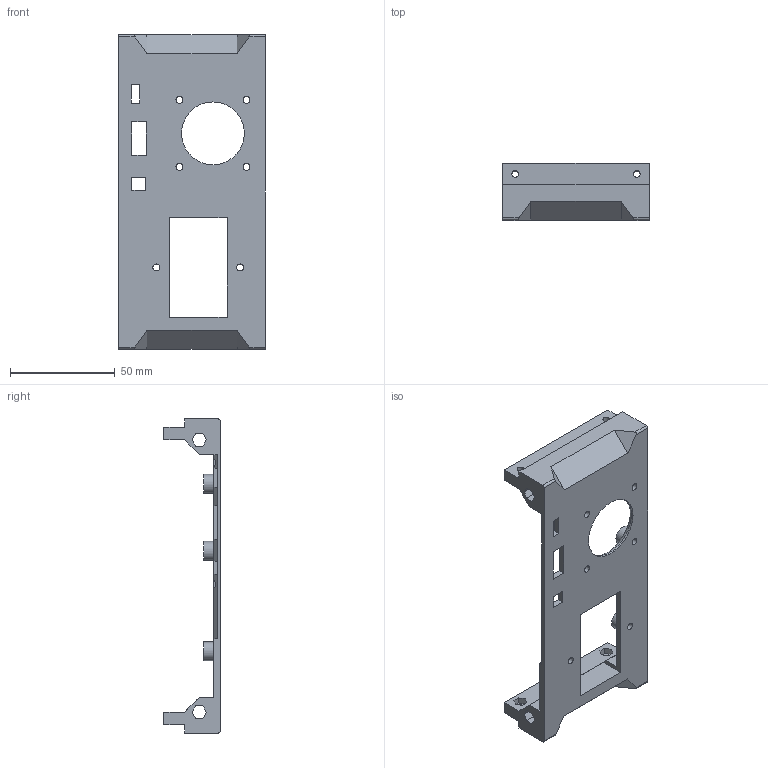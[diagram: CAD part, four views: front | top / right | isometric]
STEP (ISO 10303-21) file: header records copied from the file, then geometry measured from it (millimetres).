
FILE_DESCRIPTION(/* description */ ('STEP AP242','CAx-IF Rec.Pracs.---Representation and Presentation of Product Manufacturing Information (PMI)---4.0---2014-10-13','CAx-IF Rec.Pracs.---3D Tessellated Geometry---0.4---2014-09-14','2;1'),/* implementation_level */ '2;1');
FILE_NAME(/* name */ '61c8e562212d637db2025870',/* time_stamp */ '2021-12-26T21:57:55+00:00',/* author */ (''),/* organization */ (''),/* preprocessor_version */ 'ST-DEVELOPER v18.101',/* originating_system */ ' ',/* authorisation */ ' ');
FILE_SCHEMA (('AP242_MANAGED_MODEL_BASED_3D_ENGINEERING_MIM_LF { 1 0 10303 442 1 1 4 }'));
Length unit declared in the file: metre
Products named in the file (1): case_back
Bounding box: 70 x 27 x 150 mm (x, y, z)
Volume: 54081.7 mm3; surface area: 30149.2 mm2
Topology: 1 solids, 1 shells, 161 faces, 448 edges, 301 vertices
Faces by surface type: plane 137, cylinder 23, torus 1
Full cylindrical faces by diameter (mm): 3.3 x10, 9 x6, 30 x1
Entity records: 5033 total; most frequent: CARTESIAN_POINT 877, ORIENTED_EDGE 844, DIRECTION 793, EDGE_CURVE 422, LINE 375, VECTOR 375, VERTEX_POINT 293, EDGE_LOOP 225
